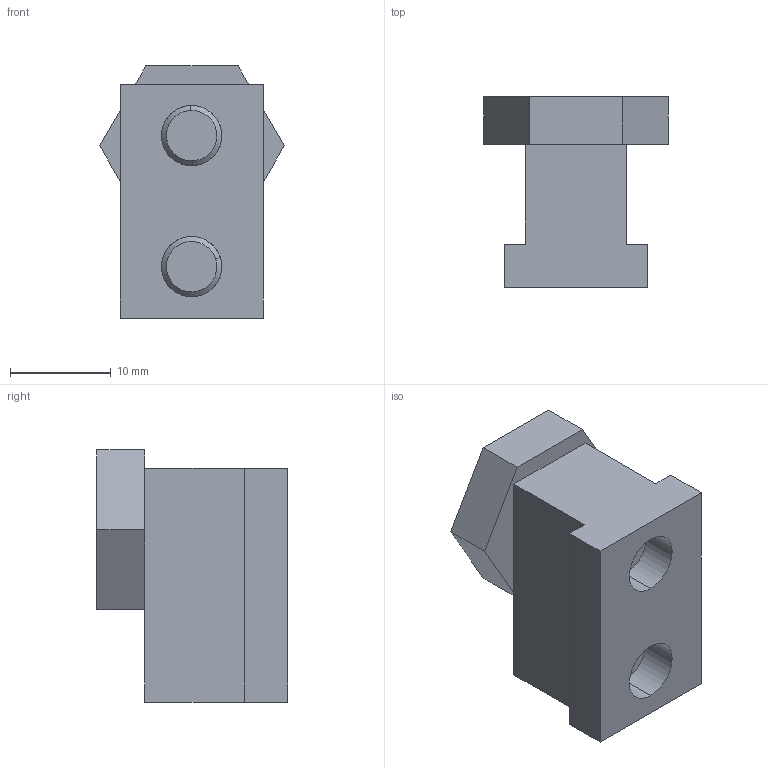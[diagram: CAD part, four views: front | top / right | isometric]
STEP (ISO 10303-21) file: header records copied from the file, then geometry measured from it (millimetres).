
FILE_DESCRIPTION (( 'STEP AP214' ), '1' );
FILE_NAME ('SW3dPS-50424.step', '2010-05-06T01:56:08', ( 'SysAdmin' ), ( 'SolidWorks' ), 'SwSTEP 2.0', 'SolidWorks 2010', '' );
FILE_SCHEMA (( 'AUTOMOTIVE_DESIGN' ));
Length unit declared in the file: millimetre
Products named in the file (5): SW3dPS-50424_50644 HEX; SW3dPS-50424_50644 T; SW3dPS-50424; SW3dPS-50424_50644 SET SCREW; SW3dPS-50424_5064 CAM SCREW
Assembly tree (4 placements, depth 2):
  SW3dPS-50424
    SW3dPS-50424_50644 SET SCREW
    SW3dPS-50424_50644 T
    SW3dPS-50424_50644 HEX
    SW3dPS-50424_5064 CAM SCREW
Bounding box: 18.31 x 19 x 25.02 mm (x, y, z)
Volume: 4436.8 mm3; surface area: 3529.7 mm2
Topology: 4 solids, 4 shells, 56 faces, 128 edges, 84 vertices
Faces by surface type: plane 38, cylinder 14, cone 4
Entity records: 1782 total; most frequent: DIRECTION 286, CARTESIAN_POINT 275, ORIENTED_EDGE 256, EDGE_CURVE 128, VECTOR 96, LINE 96, AXIS2_PLACEMENT_3D 95, VERTEX_POINT 84
